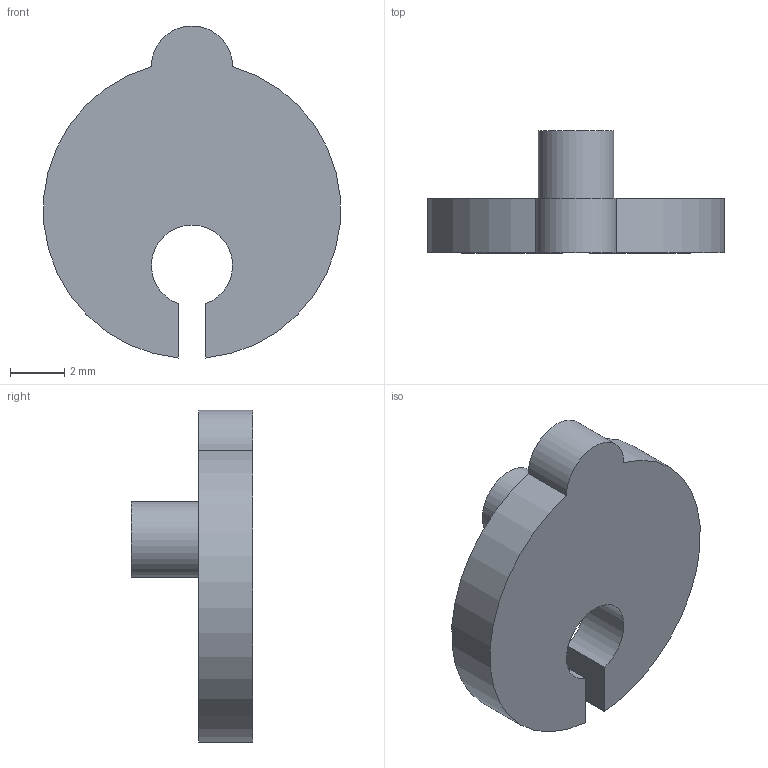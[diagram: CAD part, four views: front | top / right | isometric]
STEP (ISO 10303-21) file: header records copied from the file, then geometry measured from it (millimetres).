
FILE_DESCRIPTION(('FreeCAD Model'),'2;1');
FILE_NAME('Open CASCADE Shape Model','2023-12-02T01:00:52',(''),(''), 'Open CASCADE STEP processor 7.6','FreeCAD','Unknown');
FILE_SCHEMA(('AUTOMOTIVE_DESIGN { 1 0 10303 214 1 1 1 1 }'));
Length unit declared in the file: millimetre
Products named in the file (2): ButtonBell; Body005
Assembly tree (1 placements, depth 2):
  ButtonBell
    Body005
Bounding box: 10.96 x 4.5 x 12.27 mm (x, y, z)
Volume: 193.6 mm3; surface area: 295.5 mm2
Topology: 1 solids, 1 shells, 10 faces, 21 edges, 14 vertices
Faces by surface type: cylinder 5, plane 5
Full cylindrical faces by diameter (mm): 2.8 x1
Entity records: 315 total; most frequent: DIRECTION 55, CARTESIAN_POINT 47, ORIENTED_EDGE 42, AXIS2_PLACEMENT_3D 22, EDGE_CURVE 21, VERTEX_POINT 14, FACE_BOUND 11, EDGE_LOOP 11
